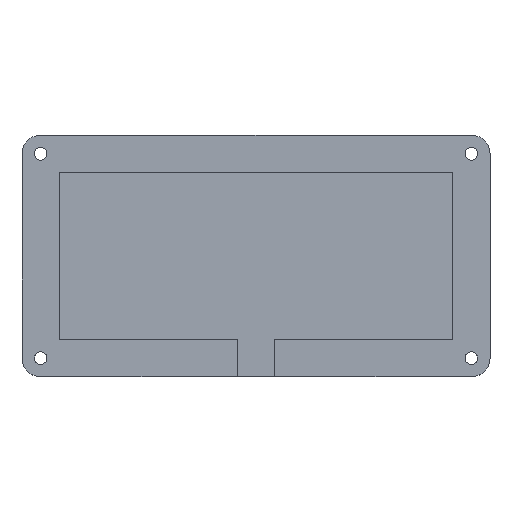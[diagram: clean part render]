
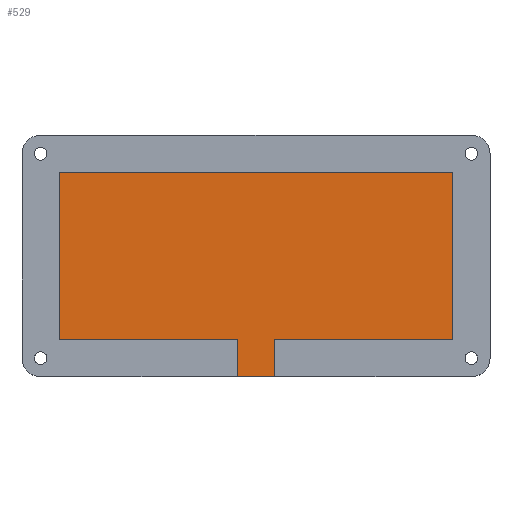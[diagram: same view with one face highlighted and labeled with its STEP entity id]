
A CAD part, top view. The second image highlights one B-rep face of the part: STEP entity #529.
In plain terms, the highlighted planar face has unit normal (0, 0, 1).
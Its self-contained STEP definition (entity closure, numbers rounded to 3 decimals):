
#39=PLANE('',#586);
#61=FACE_OUTER_BOUND('',#95,.T.);
#95=EDGE_LOOP('',(#429,#430,#431,#432,#433,#434,#435,#436));
#139=LINE('',#840,#187);
#148=LINE('',#860,#196);
#149=LINE('',#863,#197);
#151=LINE('',#867,#199);
#154=LINE('',#872,#202);
#155=LINE('',#875,#203);
#156=LINE('',#877,#204);
#157=LINE('',#878,#205);
#187=VECTOR('',#669,10.);
#196=VECTOR('',#690,10.);
#197=VECTOR('',#693,10.);
#199=VECTOR('',#697,10.);
#202=VECTOR('',#702,10.);
#203=VECTOR('',#705,10.);
#204=VECTOR('',#706,10.);
#205=VECTOR('',#707,10.);
#265=VERTEX_POINT('',#837);
#266=VERTEX_POINT('',#839);
#271=VERTEX_POINT('',#858);
#272=VERTEX_POINT('',#862);
#273=VERTEX_POINT('',#866);
#274=VERTEX_POINT('',#870);
#275=VERTEX_POINT('',#874);
#276=VERTEX_POINT('',#876);
#317=EDGE_CURVE('',#265,#266,#139,.T.);
#328=EDGE_CURVE('',#271,#265,#148,.T.);
#329=EDGE_CURVE('',#266,#272,#149,.T.);
#331=EDGE_CURVE('',#272,#273,#151,.T.);
#334=EDGE_CURVE('',#274,#271,#154,.T.);
#335=EDGE_CURVE('',#275,#274,#155,.T.);
#336=EDGE_CURVE('',#276,#275,#156,.T.);
#337=EDGE_CURVE('',#273,#276,#157,.T.);
#429=ORIENTED_EDGE('',*,*,#334,.F.);
#430=ORIENTED_EDGE('',*,*,#335,.F.);
#431=ORIENTED_EDGE('',*,*,#336,.F.);
#432=ORIENTED_EDGE('',*,*,#337,.F.);
#433=ORIENTED_EDGE('',*,*,#331,.F.);
#434=ORIENTED_EDGE('',*,*,#329,.F.);
#435=ORIENTED_EDGE('',*,*,#317,.F.);
#436=ORIENTED_EDGE('',*,*,#328,.F.);
#529=ADVANCED_FACE('',(#61),#39,.T.);
#586=AXIS2_PLACEMENT_3D('',#873,#703,#704);
#669=DIRECTION('',(-1.,0.,0.));
#690=DIRECTION('',(0.,-1.,0.));
#693=DIRECTION('',(0.,1.,0.));
#697=DIRECTION('',(-1.,0.,0.));
#702=DIRECTION('',(-1.,0.,0.));
#703=DIRECTION('center_axis',(0.,0.,1.));
#704=DIRECTION('ref_axis',(1.,0.,0.));
#705=DIRECTION('',(0.,-1.,0.));
#706=DIRECTION('',(1.,0.,0.));
#707=DIRECTION('',(0.,1.,0.));
#837=CARTESIAN_POINT('',(57.883,-54.924,3.));
#839=CARTESIAN_POINT('',(47.883,-54.924,3.));
#840=CARTESIAN_POINT('',(21.442,-54.924,3.));
#858=CARTESIAN_POINT('',(57.883,-44.924,3.));
#860=CARTESIAN_POINT('',(57.883,-44.924,3.));
#862=CARTESIAN_POINT('',(47.883,-44.924,3.));
#863=CARTESIAN_POINT('',(47.883,-54.924,3.));
#866=CARTESIAN_POINT('',(0.,-44.924,3.));
#867=CARTESIAN_POINT('',(79.331,-44.924,3.));
#870=CARTESIAN_POINT('',(105.775,-44.924,3.));
#872=CARTESIAN_POINT('',(79.331,-44.924,3.));
#873=CARTESIAN_POINT('Origin',(52.888,-22.462,3.));
#874=CARTESIAN_POINT('',(105.775,0.,3.));
#875=CARTESIAN_POINT('',(105.775,-11.231,3.));
#876=CARTESIAN_POINT('',(0.,0.,3.));
#877=CARTESIAN_POINT('',(26.444,0.,3.));
#878=CARTESIAN_POINT('',(0.,-33.693,3.));
